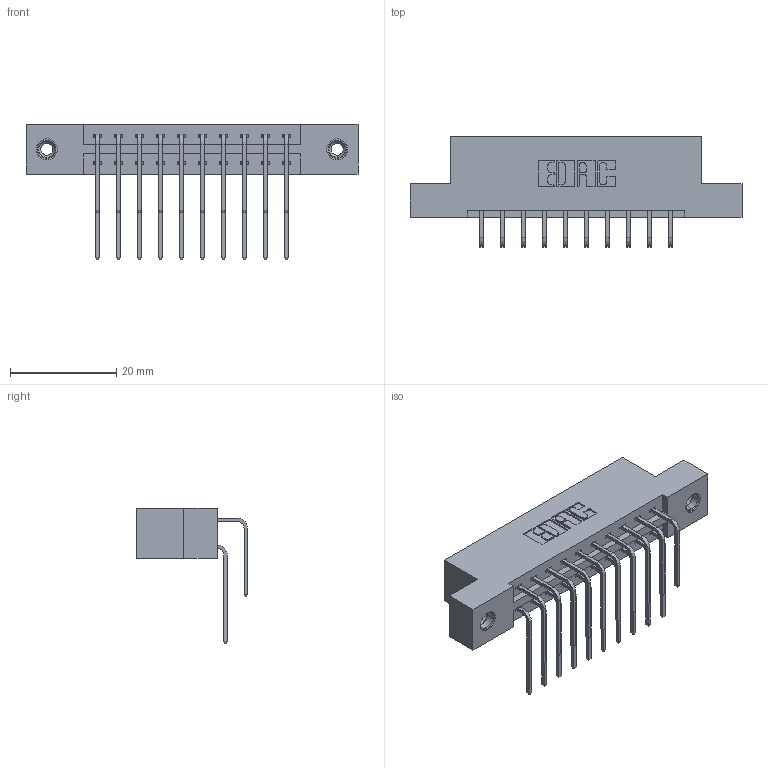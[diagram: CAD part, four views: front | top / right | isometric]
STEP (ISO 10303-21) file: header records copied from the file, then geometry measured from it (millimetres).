
FILE_DESCRIPTION (( 'STEP AP203' ), '1' );
FILE_NAME ('387-020-559-208.STEP', '2019-10-16T16:03:18', ( '' ), ( '' ), 'SwSTEP 2.0', 'SolidWorks 2016', '' );
FILE_SCHEMA (( 'CONFIG_CONTROL_DESIGN' ));
Length unit declared in the file: inch
Products named in the file (5): 387-020-559-208; 337 Part_Flush Mounting Lugs - 0.156 Dia-TI; 345-292-001_559 Tail - 2; 345-292-001_558 559 Tail - 1; 345-250-001_345-250-003-102
Assembly tree (23 placements, depth 2):
  387-020-559-208
    337 Part_Flush Mounting Lugs - 0.156 Dia-TI
    345-292-001_558 559 Tail - 1  x10
    345-292-001_559 Tail - 2  x10
    345-250-001_345-250-003-102  x2
Bounding box: 62.64 x 20.9 x 25.53 mm (x, y, z)
Volume: 6284 mm3; surface area: 7396.5 mm2
Topology: 23 solids, 23 shells, 1294 faces, 3787 edges, 2490 vertices
Faces by surface type: plane 902, cylinder 376, cone 12, torus 4
Entity records: 14862 total; most frequent: CARTESIAN_POINT 2556, ORIENTED_EDGE 2434, DIRECTION 2247, EDGE_CURVE 1217, LINE 1029, VECTOR 1029, VERTEX_POINT 804, AXIS2_PLACEMENT_3D 609
